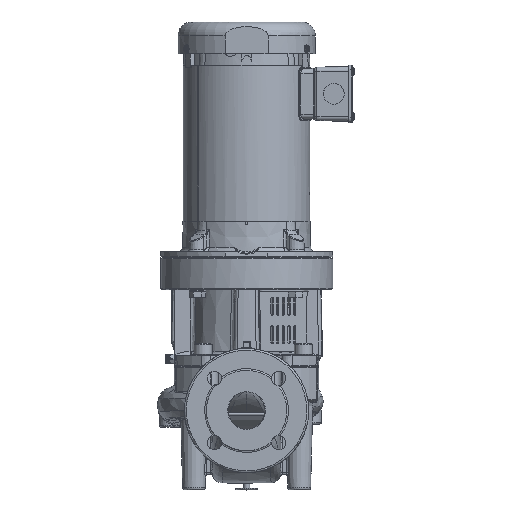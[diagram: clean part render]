
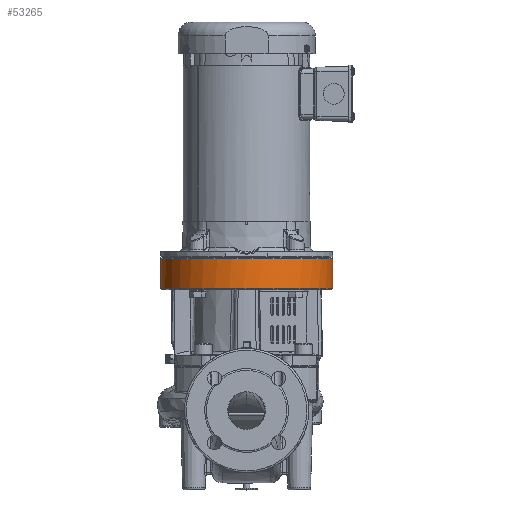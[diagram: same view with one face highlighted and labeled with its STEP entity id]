
A CAD part, top view. The second image highlights one B-rep face of the part: STEP entity #53265.
In plain terms, the highlighted cylindrical face has radius 114.5 mm (diameter 229 mm), a full revolution.
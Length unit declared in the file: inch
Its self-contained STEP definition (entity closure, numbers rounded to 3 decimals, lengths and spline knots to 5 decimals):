
#3515=CIRCLE('',#56420,4.50787);
#3516=CIRCLE('',#56421,4.50787);
#3517=CIRCLE('',#56423,4.50787);
#3518=CIRCLE('',#56424,4.50787);
#6405=FACE_OUTER_BOUND('',#9362,.T.);
#9362=EDGE_LOOP('',(#38873,#38874,#38875,#38876,#38877,#38878,#38879));
#12844=B_SPLINE_CURVE_WITH_KNOTS('',3,(#156618,#156619,#156620,#156621,
#156622,#156623,#156624,#156625,#156626,#156627,#156628,#156629,#156630,
#156631),.UNSPECIFIED.,.F.,.F.,(4,2,2,2,2,2,4),(-7.21954,-6.94731,
-6.45096,-5.95461,-5.44894,-4.94327,
-4.67305),.UNSPECIFIED.);
#13805=LINE('',#156615,#17127);
#17127=VECTOR('',#62935,4.50787);
#21738=VERTEX_POINT('',#156606);
#21739=VERTEX_POINT('',#156607);
#21740=VERTEX_POINT('',#156612);
#21741=VERTEX_POINT('',#156613);
#21742=VERTEX_POINT('',#156616);
#28122=EDGE_CURVE('',#21738,#21739,#3515,.T.);
#28123=EDGE_CURVE('',#21739,#21738,#3516,.T.);
#28125=EDGE_CURVE('',#21740,#21741,#3517,.T.);
#28126=EDGE_CURVE('',#21741,#21739,#13805,.T.);
#28127=EDGE_CURVE('',#21741,#21742,#3518,.T.);
#28128=EDGE_CURVE('',#21742,#21740,#12844,.T.);
#38873=ORIENTED_EDGE('',*,*,#28125,.T.);
#38874=ORIENTED_EDGE('',*,*,#28126,.T.);
#38875=ORIENTED_EDGE('',*,*,#28123,.T.);
#38876=ORIENTED_EDGE('',*,*,#28122,.T.);
#38877=ORIENTED_EDGE('',*,*,#28126,.F.);
#38878=ORIENTED_EDGE('',*,*,#28127,.T.);
#38879=ORIENTED_EDGE('',*,*,#28128,.T.);
#48696=CYLINDRICAL_SURFACE('',#56422,4.50787);
#53265=ADVANCED_FACE('',(#6405),#48696,.T.);
#56420=AXIS2_PLACEMENT_3D('',#156608,#62926,#62927);
#56421=AXIS2_PLACEMENT_3D('',#156609,#62928,#62929);
#56422=AXIS2_PLACEMENT_3D('',#156611,#62931,#62932);
#56423=AXIS2_PLACEMENT_3D('',#156614,#62933,#62934);
#56424=AXIS2_PLACEMENT_3D('',#156617,#62936,#62937);
#62926=DIRECTION('center_axis',(0.,-1.,0.));
#62927=DIRECTION('ref_axis',(1.,0.,0.));
#62928=DIRECTION('center_axis',(0.,-1.,0.));
#62929=DIRECTION('ref_axis',(1.,0.,0.));
#62931=DIRECTION('center_axis',(0.,-1.,0.));
#62932=DIRECTION('ref_axis',(1.,0.,0.));
#62933=DIRECTION('center_axis',(0.,1.,0.));
#62934=DIRECTION('ref_axis',(-1.,0.,0.));
#62935=DIRECTION('',(0.,1.,0.));
#62936=DIRECTION('center_axis',(0.,1.,0.));
#62937=DIRECTION('ref_axis',(-1.,0.,0.));
#156606=CARTESIAN_POINT('',(4.50787,5.59055,0.));
#156607=CARTESIAN_POINT('',(-4.50787,5.59055,0.));
#156608=CARTESIAN_POINT('Origin',(0.,5.59055,
0.));
#156609=CARTESIAN_POINT('Origin',(0.,5.59055,
0.));
#156611=CARTESIAN_POINT('Origin',(0.,5.62992,
0.));
#156612=CARTESIAN_POINT('',(4.00757,4.01575,-2.06405));
#156613=CARTESIAN_POINT('',(-4.50787,4.01575,0.));
#156614=CARTESIAN_POINT('Origin',(0.,4.01575,
0.));
#156615=CARTESIAN_POINT('',(-4.50787,5.62992,0.));
#156616=CARTESIAN_POINT('',(4.3324,4.01575,-1.24547));
#156617=CARTESIAN_POINT('Origin',(0.,4.01575,
0.));
#156618=CARTESIAN_POINT('Ctrl Pts',(4.3324,4.01575,-1.24547));
#156619=CARTESIAN_POINT('Ctrl Pts',(4.3268,4.04734,-1.26498));
#156620=CARTESIAN_POINT('Ctrl Pts',(4.32015,4.07622,-1.2876));
#156621=CARTESIAN_POINT('Ctrl Pts',(4.29935,4.1474,-1.35596));
#156622=CARTESIAN_POINT('Ctrl Pts',(4.2816,4.18702,-1.41171));
#156623=CARTESIAN_POINT('Ctrl Pts',(4.23978,4.23929,-1.53275));
#156624=CARTESIAN_POINT('Ctrl Pts',(4.21563,4.25197,-1.59801));
#156625=CARTESIAN_POINT('Ctrl Pts',(4.16725,4.25197,-1.72029));
#156626=CARTESIAN_POINT('Ctrl Pts',(4.1397,4.23886,-1.78552));
#156627=CARTESIAN_POINT('Ctrl Pts',(4.08618,4.18586,-1.90481));
#156628=CARTESIAN_POINT('Ctrl Pts',(4.06029,4.14598,-1.95889));
#156629=CARTESIAN_POINT('Ctrl Pts',(4.02787,4.07502,-2.02432));
#156630=CARTESIAN_POINT('Ctrl Pts',(4.01706,4.04673,-2.04562));
#156631=CARTESIAN_POINT('Ctrl Pts',(4.00757,4.01575,-2.06405));
